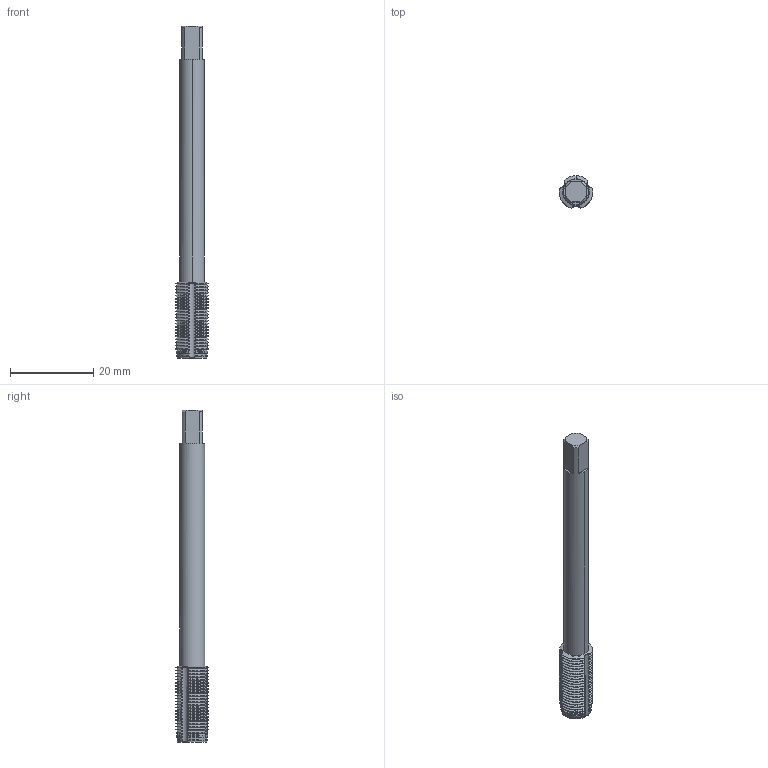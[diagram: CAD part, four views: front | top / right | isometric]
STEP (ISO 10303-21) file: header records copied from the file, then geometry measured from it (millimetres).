
FILE_DESCRIPTION(('no description'),'unknown implementation level');
FILE_NAME('solidzkL5_ellF7ACu34ac_h8PYtbRb8_1.STP',' ',('CIM GmbH Aachen'),('CADClick - KiM GmbH - www.kimweb.de'),'unknown preprocess','ACIS','unknown authorization');
FILE_SCHEMA(('automotive_design'));
Length unit declared in the file: millimetre
Products named in the file (2): 1; 2
Bounding box: 8 x 7.85 x 80 mm (x, y, z)
Volume: 2484.7 mm3; surface area: 2661.4 mm2
Topology: 2 solids, 2 shells, 514 faces, 1426 edges, 916 vertices
Faces by surface type: cone 270, cylinder 224, plane 17, torus 3
Entity records: 33873 total; most frequent: CARTESIAN_POINT 5035, STYLED_ITEM 2858, PRESENTATION_STYLE_ASSIGNMENT 2858, COLOUR_RGB 2858, ORIENTED_EDGE 2852, DIRECTION 2699, EDGE_CURVE 1426, CURVE_STYLE 1426
